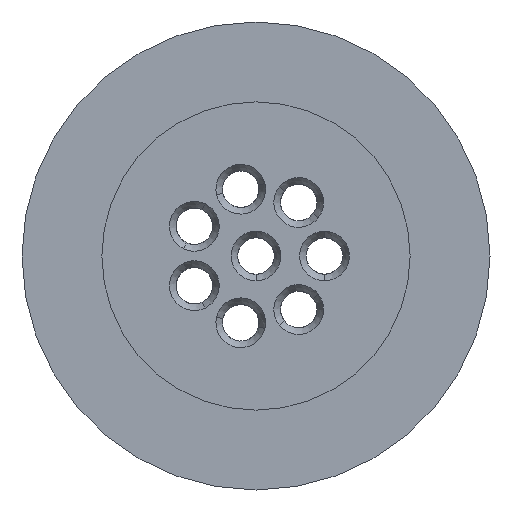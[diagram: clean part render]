
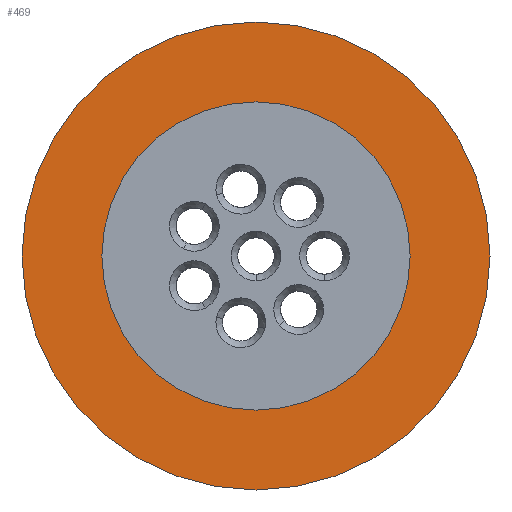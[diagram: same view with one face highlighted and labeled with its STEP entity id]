
A CAD part, front view. The second image highlights one B-rep face of the part: STEP entity #469.
In plain terms, the highlighted planar face has unit normal (0, -1, 0).
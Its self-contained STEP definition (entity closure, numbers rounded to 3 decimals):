
#46 = DIRECTION ( 'NONE',  ( 0., -1., 0. ) ) ;
#74 = AXIS2_PLACEMENT_3D ( 'NONE', #1804, #46, #834 ) ;
#315 = DIRECTION ( 'NONE',  ( 0., -1., 0. ) ) ;
#325 = EDGE_CURVE ( 'NONE', #1986, #1991, #523, .T. ) ;
#398 = VERTEX_POINT ( 'NONE', #2070 ) ;
#469 = ADVANCED_FACE ( 'NONE', ( #2275, #503 ), #1296, .T. ) ;
#475 = CARTESIAN_POINT ( 'NONE',  ( 0., 0., 0. ) ) ;
#503 = FACE_BOUND ( 'NONE', #1426, .T. ) ;
#523 = CIRCLE ( 'NONE', #2090, 20.5 ) ;
#525 = ORIENTED_EDGE ( 'NONE', *, *, #746, .T. ) ;
#659 = DIRECTION ( 'NONE',  ( 0., 0., -1. ) ) ;
#689 = CIRCLE ( 'NONE', #1300, 13.5 ) ;
#720 = CARTESIAN_POINT ( 'NONE',  ( 0., 0., 0. ) ) ;
#746 = EDGE_CURVE ( 'NONE', #1991, #1986, #1921, .T. ) ;
#834 = DIRECTION ( 'NONE',  ( 0., 0., -1. ) ) ;
#896 = ORIENTED_EDGE ( 'NONE', *, *, #2106, .F. ) ;
#926 = CIRCLE ( 'NONE', #1865, 13.5 ) ;
#1028 = CARTESIAN_POINT ( 'NONE',  ( 0., 0., 20.5 ) ) ;
#1106 = DIRECTION ( 'NONE',  ( 0., 0., -1. ) ) ;
#1270 = DIRECTION ( 'NONE',  ( 0., -1., 0. ) ) ;
#1296 = PLANE ( 'NONE',  #1515 ) ;
#1300 = AXIS2_PLACEMENT_3D ( 'NONE', #720, #1514, #2301 ) ;
#1363 = CARTESIAN_POINT ( 'NONE',  ( 0., 0., 13.5 ) ) ;
#1403 = VERTEX_POINT ( 'NONE', #1363 ) ;
#1426 = EDGE_LOOP ( 'NONE', ( #896, #2326 ) ) ;
#1514 = DIRECTION ( 'NONE',  ( 0., -1., 0. ) ) ;
#1515 = AXIS2_PLACEMENT_3D ( 'NONE', #2078, #315, #1106 ) ;
#1681 = EDGE_LOOP ( 'NONE', ( #525, #2322 ) ) ;
#1804 = CARTESIAN_POINT ( 'NONE',  ( 0., 0., 0. ) ) ;
#1806 = CARTESIAN_POINT ( 'NONE',  ( 0., 0., -20.5 ) ) ;
#1825 = CARTESIAN_POINT ( 'NONE',  ( 0., 0., 0. ) ) ;
#1865 = AXIS2_PLACEMENT_3D ( 'NONE', #1825, #2434, #659 ) ;
#1921 = CIRCLE ( 'NONE', #74, 20.5 ) ;
#1986 = VERTEX_POINT ( 'NONE', #1028 ) ;
#1991 = VERTEX_POINT ( 'NONE', #1806 ) ;
#2055 = DIRECTION ( 'NONE',  ( 0., 0., -1. ) ) ;
#2070 = CARTESIAN_POINT ( 'NONE',  ( 0., 0., -13.5 ) ) ;
#2078 = CARTESIAN_POINT ( 'NONE',  ( 20.5, 0., 0. ) ) ;
#2090 = AXIS2_PLACEMENT_3D ( 'NONE', #475, #1270, #2055 ) ;
#2106 = EDGE_CURVE ( 'NONE', #398, #1403, #689, .T. ) ;
#2275 = FACE_OUTER_BOUND ( 'NONE', #1681, .T. ) ;
#2301 = DIRECTION ( 'NONE',  ( 0., 0., -1. ) ) ;
#2322 = ORIENTED_EDGE ( 'NONE', *, *, #325, .T. ) ;
#2326 = ORIENTED_EDGE ( 'NONE', *, *, #2466, .F. ) ;
#2434 = DIRECTION ( 'NONE',  ( 0., -1., 0. ) ) ;
#2466 = EDGE_CURVE ( 'NONE', #1403, #398, #926, .T. ) ;
